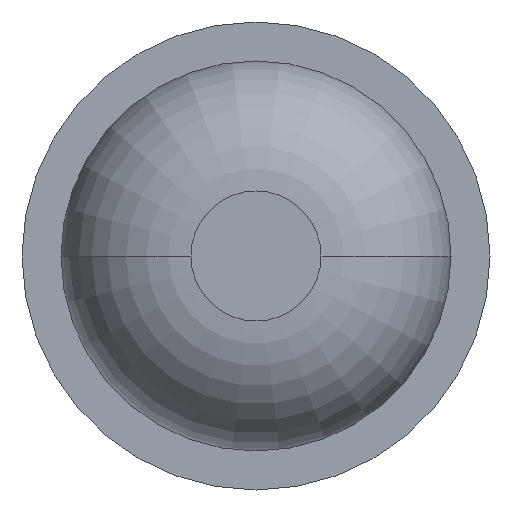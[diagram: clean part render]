
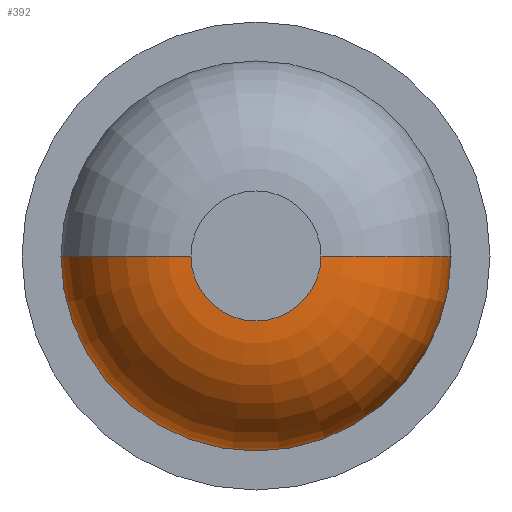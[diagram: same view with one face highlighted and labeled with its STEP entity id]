
A CAD part, front view. The second image highlights one B-rep face of the part: STEP entity #392.
In plain terms, the highlighted toroidal (fillet/blend) face has major radius 0.125 mm and minor radius 0.25 mm.
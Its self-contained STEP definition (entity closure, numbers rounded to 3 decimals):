
#20 = DIRECTION ( 'NONE',  ( 1., 0., 0. ) ) ;
#27 = CIRCLE ( 'NONE', #394, 0.25 ) ;
#84 = VERTEX_POINT ( 'NONE', #127 ) ;
#91 = CARTESIAN_POINT ( 'NONE',  ( 0.125, -31.05, 0. ) ) ;
#102 = DIRECTION ( 'NONE',  ( 0., 1., 0. ) ) ;
#110 = DIRECTION ( 'NONE',  ( -1., 0., 0. ) ) ;
#115 = EDGE_CURVE ( 'NONE', #487, #117, #27, .T. ) ;
#117 = VERTEX_POINT ( 'NONE', #220 ) ;
#127 = CARTESIAN_POINT ( 'NONE',  ( -0.125, -31.3, 0. ) ) ;
#156 = CARTESIAN_POINT ( 'NONE',  ( -0.125, -31.05, 0. ) ) ;
#164 = EDGE_CURVE ( 'Defeature ausgef�hrt1_0+Defeature ausgef�hrt1_2+Defeature ausgef�hrt1_2+Defeature ausgef�hrt1_2', #117, #249, #355, .T. ) ;
#184 = CARTESIAN_POINT ( 'NONE',  ( -0.375, -31.05, 0. ) ) ;
#220 = CARTESIAN_POINT ( 'NONE',  ( 0.375, -31.05, 0. ) ) ;
#249 = VERTEX_POINT ( 'NONE', #184 ) ;
#257 = FACE_OUTER_BOUND ( 'NONE', #446, .T. ) ;
#262 = DIRECTION ( 'NONE',  ( 0., 0., 1. ) ) ;
#279 = DIRECTION ( 'NONE',  ( 1., 0., 0. ) ) ;
#295 = AXIS2_PLACEMENT_3D ( 'NONE', #156, #544, #110 ) ;
#299 = ORIENTED_EDGE ( 'NONE', *, *, #309, .T. ) ;
#309 = EDGE_CURVE ( 'NONE', #84, #249, #462, .T. ) ;
#314 = ORIENTED_EDGE ( 'NONE', *, *, #421, .F. ) ;
#327 = AXIS2_PLACEMENT_3D ( 'NONE', #539, #410, #279 ) ;
#354 = ORIENTED_EDGE ( 'NONE', *, *, #115, .F. ) ;
#355 = CIRCLE ( 'NONE', #511, 0.375 ) ;
#358 = DIRECTION ( 'NONE',  ( 0., 1., 0. ) ) ;
#392 = ADVANCED_FACE ( 'Defeature ausgef�hrt1_2', ( #257 ), #508, .T. ) ;
#394 = AXIS2_PLACEMENT_3D ( 'NONE', #91, #262, #565 ) ;
#403 = CARTESIAN_POINT ( 'NONE',  ( 0., -31.05, 0. ) ) ;
#410 = DIRECTION ( 'NONE',  ( 0., -1., 0. ) ) ;
#421 = EDGE_CURVE ( 'Defeature ausgef�hrt1_1+Defeature ausgef�hrt1_2+Defeature ausgef�hrt1_2+Defeature ausgef�hrt1_2', #84, #487, #523, .T. ) ;
#446 = EDGE_LOOP ( 'NONE', ( #314, #299, #513, #354 ) ) ;
#462 = CIRCLE ( 'NONE', #295, 0.25 ) ;
#471 = AXIS2_PLACEMENT_3D ( 'NONE', #496, #102, #490 ) ;
#487 = VERTEX_POINT ( 'NONE', #543 ) ;
#490 = DIRECTION ( 'NONE',  ( 1., 0., 0. ) ) ;
#496 = CARTESIAN_POINT ( 'NONE',  ( 0., -31.05, 0. ) ) ;
#508 = TOROIDAL_SURFACE ( 'NONE', #471, 0.125, 0.25 ) ;
#511 = AXIS2_PLACEMENT_3D ( 'NONE', #403, #358, #20 ) ;
#513 = ORIENTED_EDGE ( 'NONE', *, *, #164, .F. ) ;
#523 = CIRCLE ( 'NONE', #327, 0.125 ) ;
#539 = CARTESIAN_POINT ( 'NONE',  ( 0., -31.3, 0. ) ) ;
#543 = CARTESIAN_POINT ( 'NONE',  ( 0.125, -31.3, 0. ) ) ;
#544 = DIRECTION ( 'NONE',  ( 0., 0., -1. ) ) ;
#565 = DIRECTION ( 'NONE',  ( 1., 0., 0. ) ) ;
